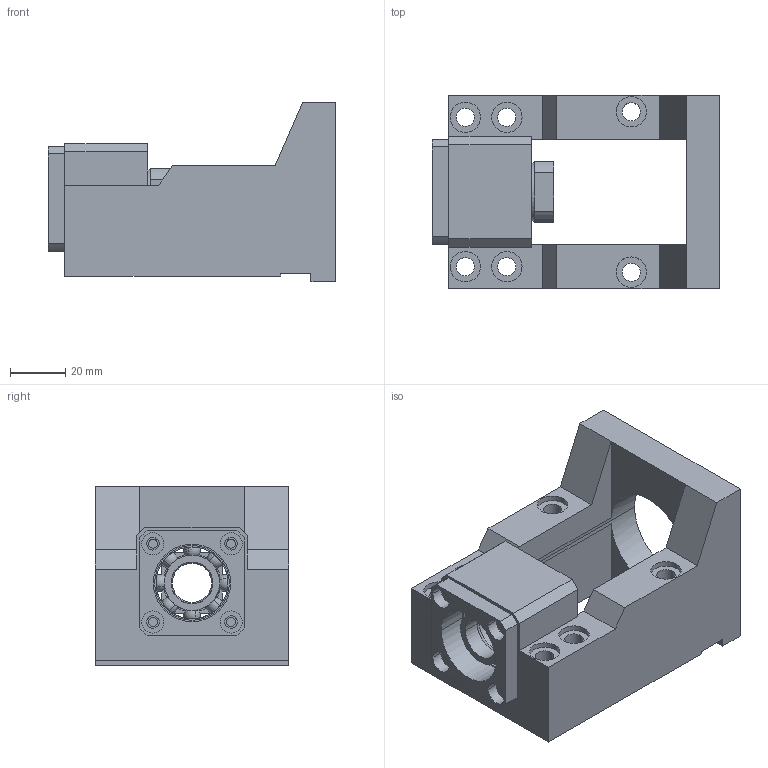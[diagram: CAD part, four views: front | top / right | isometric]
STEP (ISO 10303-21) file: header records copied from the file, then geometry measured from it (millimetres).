
FILE_DESCRIPTION(('CATIA V5 STEP Exchange'),'2;1');
FILE_NAME('TKZA15-57-XT01580019_AllCATPart.stp','2019-10-24T15:31:36+00:00',('none'),('none'),'CATIA Version 5 Release 20 GA (IN-10)','CATIA V5 STEP AP203','none');
FILE_SCHEMA(('CONFIG_CONTROL_DESIGN'));
Length unit declared in the file: millimetre
Products named in the file (1): TKZA15-57-XT01580019_AllCATPart
Bounding box: 104 x 70 x 65 mm (x, y, z)
Volume: 184868.2 mm3; surface area: 51719.4 mm2
Topology: 18 solids, 21 shells, 252 faces, 616 edges, 370 vertices
Faces by surface type: cylinder 114, plane 78, sphere 32, torus 24, cone 4
Entity records: 6278 total; most frequent: ORIENTED_EDGE 1104, CARTESIAN_POINT 1067, DIRECTION 840, EDGE_CURVE 552, AXIS2_PLACEMENT_3D 461, VERTEX_POINT 370, CIRCLE 316, EDGE_LOOP 306
